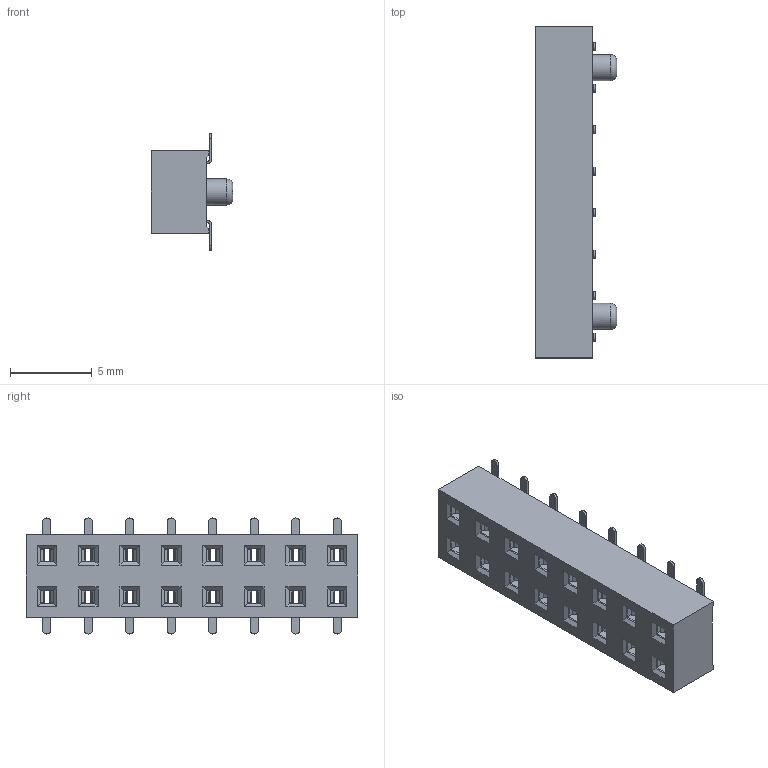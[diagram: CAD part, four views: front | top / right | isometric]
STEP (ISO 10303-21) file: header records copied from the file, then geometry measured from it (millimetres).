
FILE_DESCRIPTION(/* description */ (''),/* implementation_level */ '2;1');
FILE_NAME(/* name */ '3492-16-3-Dummy.stp',/* time_stamp */ '2023-09-01T10:43:21+02:00',/* author */ ('Andreas.Larin'),/* organization */ (''),/* preprocessor_version */ 'ST-DEVELOPER v15.6',/* originating_system */ 'Autodesk Inventor 2015',/* authorisation */ '');
FILE_SCHEMA (('AUTOMOTIVE_DESIGN { 1 0 10303 214 3 1 1 }'));
Length unit declared in the file: centimetre
Products named in the file (1): 3492-16-3-Dummy
Bounding box: 4.98 x 20.32 x 7.11 mm (x, y, z)
Volume: 297.7 mm3; surface area: 854 mm2
Topology: 1 solids, 1 shells, 1608 faces, 4098 edges, 2502 vertices
Faces by surface type: plane 1204, cylinder 402, torus 2
Full cylindrical faces by diameter (mm): 1.6 x2
Entity records: 47772 total; most frequent: CARTESIAN_POINT 8393, DIRECTION 8290, ORIENTED_EDGE 8184, EDGE_CURVE 4092, LINE 3048, VECTOR 3048, AXIS2_PLACEMENT_3D 2621, VERTEX_POINT 2500
